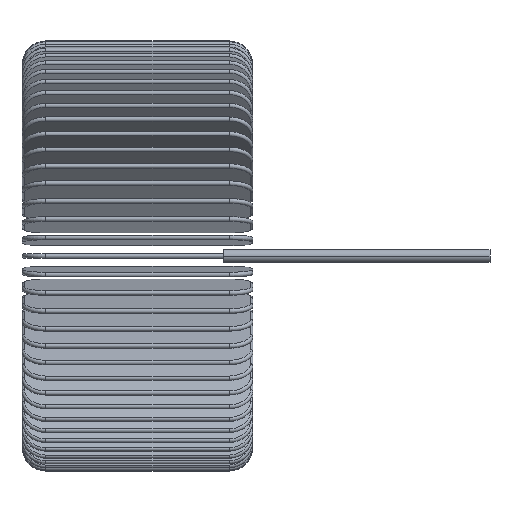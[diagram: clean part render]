
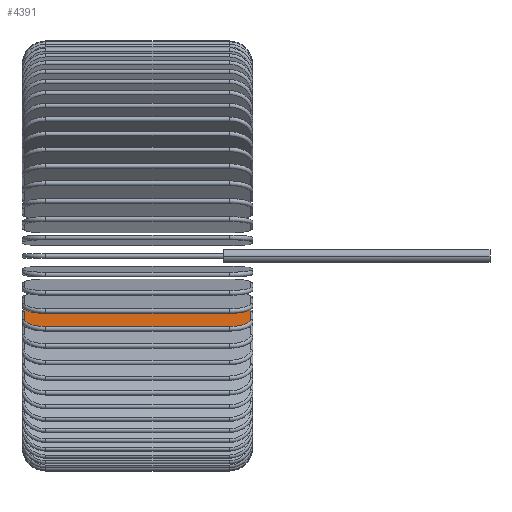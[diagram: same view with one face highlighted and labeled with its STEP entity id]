
A CAD part, left-side view. The second image highlights one B-rep face of the part: STEP entity #4391.
In plain terms, the highlighted planar face has unit normal (-0.342, 0, 0.94).
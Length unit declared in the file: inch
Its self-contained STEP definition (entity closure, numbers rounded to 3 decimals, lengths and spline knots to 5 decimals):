
#4219=DIRECTION('',(0.,-1.,0.));
#4220=VECTOR('',#4219,0.387);
#4221=CARTESIAN_POINT('',(-0.42316,0.437,-0.1487));
#4222=LINE('',#4221,#4220);
#4223=CARTESIAN_POINT('',(-0.38088,0.437,-0.13331));
#4224=DIRECTION('',(-0.342,0.,0.94));
#4225=DIRECTION('',(0.,1.,0.));
#4226=AXIS2_PLACEMENT_3D('',#4223,#4224,#4225);
#4228=DIRECTION('',(-0.94,0.,-0.342));
#4229=VECTOR('',#4228,0.05);
#4230=CARTESIAN_POINT('',(-0.33389,0.482,-0.11621));
#4231=LINE('',#4230,#4229);
#4232=CARTESIAN_POINT('',(-0.33389,0.437,-0.11621));
#4233=DIRECTION('',(-0.342,0.,0.94));
#4234=DIRECTION('',(0.94,0.,0.342));
#4235=AXIS2_PLACEMENT_3D('',#4232,#4233,#4234);
#4237=DIRECTION('',(0.,1.,0.));
#4238=VECTOR('',#4237,0.387);
#4239=CARTESIAN_POINT('',(-0.29161,0.05,-0.10081));
#4240=LINE('',#4239,#4238);
#4241=CARTESIAN_POINT('',(-0.33389,0.05,-0.11621));
#4242=DIRECTION('',(-0.342,0.,0.94));
#4243=DIRECTION('',(0.,-1.,0.));
#4244=AXIS2_PLACEMENT_3D('',#4241,#4242,#4243);
#4246=DIRECTION('',(0.94,0.,0.342));
#4247=VECTOR('',#4246,0.05);
#4248=CARTESIAN_POINT('',(-0.38088,0.005,-0.13331));
#4249=LINE('',#4248,#4247);
#4250=CARTESIAN_POINT('',(-0.38088,0.05,-0.13331));
#4251=DIRECTION('',(-0.342,0.,0.94));
#4252=DIRECTION('',(-0.94,0.,-0.342));
#4253=AXIS2_PLACEMENT_3D('',#4250,#4251,#4252);
#4289=CARTESIAN_POINT('',(-0.42316,0.437,-0.1487));
#4290=CARTESIAN_POINT('',(-0.42316,0.05,-0.1487));
#4291=VERTEX_POINT('',#4289);
#4292=VERTEX_POINT('',#4290);
#4295=CARTESIAN_POINT('',(-0.38088,0.005,-0.13331));
#4296=VERTEX_POINT('',#4295);
#4299=CARTESIAN_POINT('',(-0.33389,0.005,-0.11621));
#4300=VERTEX_POINT('',#4299);
#4303=CARTESIAN_POINT('',(-0.29161,0.05,-0.10081));
#4304=VERTEX_POINT('',#4303);
#4307=CARTESIAN_POINT('',(-0.29161,0.437,-0.10081));
#4308=VERTEX_POINT('',#4307);
#4311=CARTESIAN_POINT('',(-0.33389,0.482,-0.11621));
#4312=VERTEX_POINT('',#4311);
#4315=CARTESIAN_POINT('',(-0.38088,0.482,-0.13331));
#4316=VERTEX_POINT('',#4315);
#4370=CARTESIAN_POINT('',(-0.42786,0.,-0.15041));
#4371=DIRECTION('',(-0.342,0.,0.94));
#4372=DIRECTION('',(0.94,0.,0.342));
#4373=AXIS2_PLACEMENT_3D('',#4370,#4371,#4372);
#4374=PLANE('',#4373);
#4375=ORIENTED_EDGE('',*,*,#4363,.F.);
#4376=ORIENTED_EDGE('',*,*,#4326,.F.);
#4378=ORIENTED_EDGE('',*,*,#4377,.F.);
#4380=ORIENTED_EDGE('',*,*,#4379,.F.);
#4382=ORIENTED_EDGE('',*,*,#4381,.F.);
#4384=ORIENTED_EDGE('',*,*,#4383,.F.);
#4386=ORIENTED_EDGE('',*,*,#4385,.F.);
#4388=ORIENTED_EDGE('',*,*,#4387,.F.);
#4389=EDGE_LOOP('',(#4375,#4376,#4378,#4380,#4382,#4384,#4386,#4388));
#4390=FACE_OUTER_BOUND('',#4389,.F.);
#4227=CIRCLE('',#4226,0.045);
#4236=CIRCLE('',#4235,0.045);
#4245=CIRCLE('',#4244,0.045);
#4254=CIRCLE('',#4253,0.045);
#4326=EDGE_CURVE('',#4316,#4291,#4227,.T.);
#4363=EDGE_CURVE('',#4291,#4292,#4222,.T.);
#4377=EDGE_CURVE('',#4312,#4316,#4231,.T.);
#4379=EDGE_CURVE('',#4308,#4312,#4236,.T.);
#4381=EDGE_CURVE('',#4304,#4308,#4240,.T.);
#4383=EDGE_CURVE('',#4300,#4304,#4245,.T.);
#4385=EDGE_CURVE('',#4296,#4300,#4249,.T.);
#4387=EDGE_CURVE('',#4292,#4296,#4254,.T.);
#4391=ADVANCED_FACE('',(#4390),#4374,.T.);
